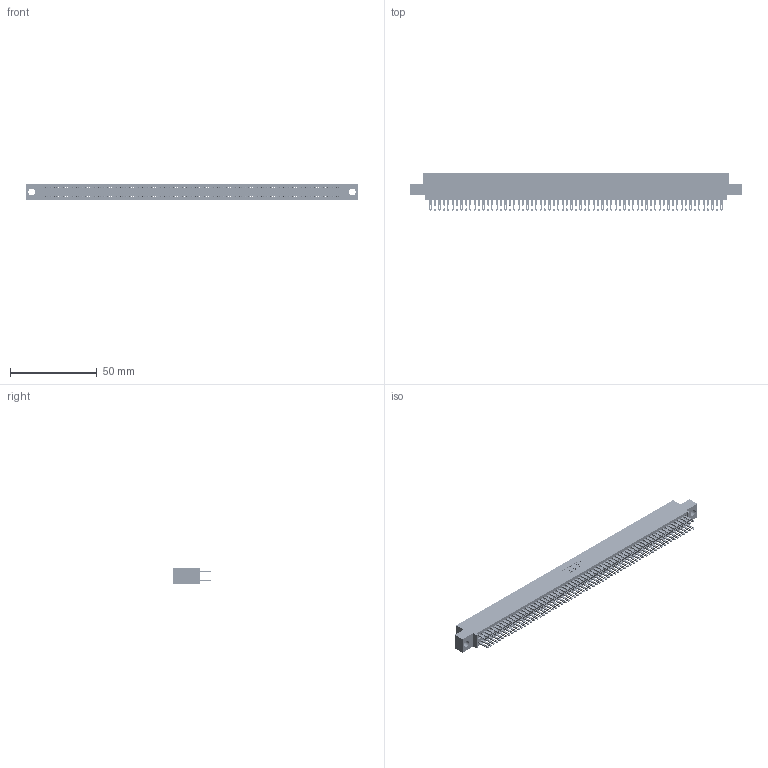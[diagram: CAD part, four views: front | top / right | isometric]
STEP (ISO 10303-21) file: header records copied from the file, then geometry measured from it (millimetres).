
FILE_DESCRIPTION (( 'STEP AP203' ), '1' );
FILE_NAME ('345-134-500-504.STEP', '2021-05-25T22:01:37', ( '' ), ( '' ), 'SwSTEP 2.0', 'SolidWorks 2020', '' );
FILE_SCHEMA (( 'CONFIG_CONTROL_DESIGN' ));
Length unit declared in the file: inch
Products named in the file (3): 345-134-500-504; 345 Part_0.110 Offset - 0.156 Dia-TI; 345-292-001_345-293-100
Assembly tree (135 placements, depth 2):
  345-134-500-504
    345 Part_0.110 Offset - 0.156 Dia-TI
    345-292-001_345-293-100  x134
Bounding box: 191.39 x 21.51 x 9.4 mm (x, y, z)
Volume: 19053.9 mm3; surface area: 29960.3 mm2
Topology: 135 solids, 135 shells, 6308 faces, 19283 edges, 12854 vertices
Faces by surface type: plane 3716, cylinder 2592
Entity records: 49685 total; most frequent: CARTESIAN_POINT 8310, ORIENTED_EDGE 8242, DIRECTION 7297, EDGE_CURVE 4121, VECTOR 3717, LINE 3717, VERTEX_POINT 2746, AXIS2_PLACEMENT_3D 1790
